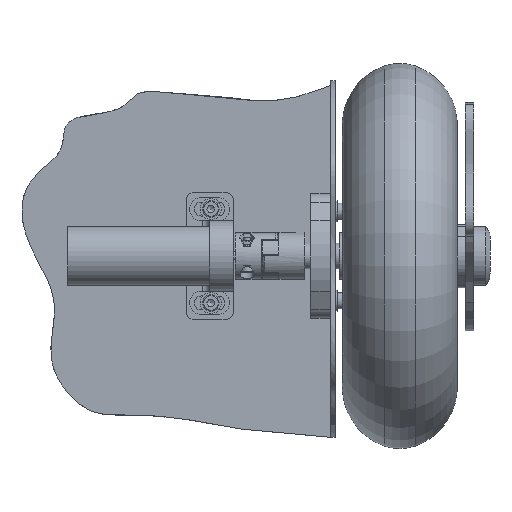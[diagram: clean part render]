
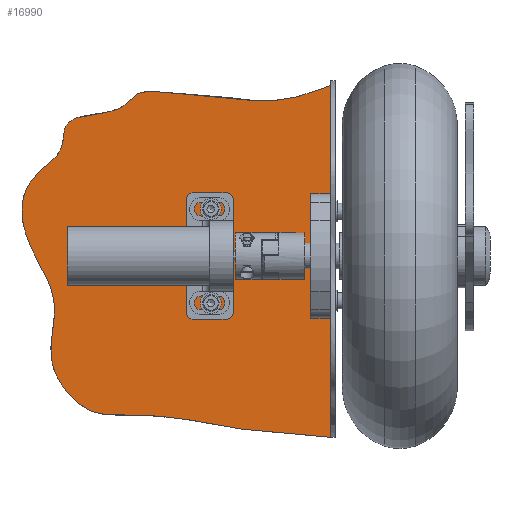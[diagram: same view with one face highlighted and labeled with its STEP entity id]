
A CAD part, front view. The second image highlights one B-rep face of the part: STEP entity #16990.
In plain terms, the highlighted face is planar.
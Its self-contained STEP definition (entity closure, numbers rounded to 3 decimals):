
#736=FACE_BOUND('',#3817,.T.);
#737=FACE_BOUND('',#3818,.T.);
#1126=CIRCLE('',#18993,2.25);
#1127=CIRCLE('',#18994,2.25);
#1128=CIRCLE('',#18996,2.25);
#1129=CIRCLE('',#18997,2.25);
#2146=B_SPLINE_CURVE_WITH_KNOTS('',4,(#27435,#27436,#27437,#27438,#27439,
#27440,#27441,#27442,#27443,#27444,#27445,#27446,#27447,#27448,#27449,#27450,
#27451,#27452),.UNSPECIFIED.,.F.,.F.,(5,1,1,1,1,1,1,1,1,1,1,1,1,1,5),(-15.,
-14.,-13.,-12.,-11.,-10.,-9.,-8.,-7.,-6.,-5.,-4.,-3.,-2.,-1.),
 .UNSPECIFIED.);
#2840=FACE_OUTER_BOUND('',#3816,.T.);
#3816=EDGE_LOOP('',(#12060,#12061));
#3817=EDGE_LOOP('',(#12062,#12063));
#3818=EDGE_LOOP('',(#12064,#12065));
#4968=LINE('',#27585,#6051);
#6051=VECTOR('',#21616,10.);
#7258=VERTEX_POINT('',#27428);
#7260=VERTEX_POINT('',#27434);
#7268=VERTEX_POINT('',#27558);
#7269=VERTEX_POINT('',#27559);
#7270=VERTEX_POINT('',#27564);
#7271=VERTEX_POINT('',#27565);
#9129=EDGE_CURVE('',#7260,#7258,#2146,.T.);
#9140=EDGE_CURVE('',#7268,#7269,#1126,.T.);
#9141=EDGE_CURVE('',#7269,#7268,#1127,.T.);
#9143=EDGE_CURVE('',#7270,#7271,#1128,.T.);
#9144=EDGE_CURVE('',#7271,#7270,#1129,.T.);
#9147=EDGE_CURVE('',#7260,#7258,#4968,.T.);
#12060=ORIENTED_EDGE('',*,*,#9129,.T.);
#12061=ORIENTED_EDGE('',*,*,#9147,.F.);
#12062=ORIENTED_EDGE('',*,*,#9140,.T.);
#12063=ORIENTED_EDGE('',*,*,#9141,.T.);
#12064=ORIENTED_EDGE('',*,*,#9143,.T.);
#12065=ORIENTED_EDGE('',*,*,#9144,.T.);
#16544=PLANE('',#18998);
#16990=ADVANCED_FACE('',(#2840,#736,#737),#16544,.T.);
#18993=AXIS2_PLACEMENT_3D('',#27560,#21602,#21603);
#18994=AXIS2_PLACEMENT_3D('',#27561,#21604,#21605);
#18996=AXIS2_PLACEMENT_3D('',#27566,#21609,#21610);
#18997=AXIS2_PLACEMENT_3D('',#27567,#21611,#21612);
#18998=AXIS2_PLACEMENT_3D('',#27584,#21614,#21615);
#21602=DIRECTION('center_axis',(0.,-1.,0.));
#21603=DIRECTION('ref_axis',(1.,0.,0.));
#21604=DIRECTION('center_axis',(0.,-1.,0.));
#21605=DIRECTION('ref_axis',(1.,0.,0.));
#21609=DIRECTION('center_axis',(0.,-1.,0.));
#21610=DIRECTION('ref_axis',(1.,0.,0.));
#21611=DIRECTION('center_axis',(0.,-1.,0.));
#21612=DIRECTION('ref_axis',(1.,0.,0.));
#21614=DIRECTION('center_axis',(0.,1.,0.));
#21615=DIRECTION('ref_axis',(1.,0.,0.));
#21616=DIRECTION('',(-1.,0.,0.));
#27428=CARTESIAN_POINT('',(-77.258,-26.75,0.));
#27434=CARTESIAN_POINT('',(72.602,-26.75,0.));
#27435=CARTESIAN_POINT('Ctrl Pts',(72.602,-26.75,0.));
#27436=CARTESIAN_POINT('Ctrl Pts',(62.332,-26.75,-24.053));
#27437=CARTESIAN_POINT('Ctrl Pts',(70.301,-26.75,-46.484));
#27438=CARTESIAN_POINT('Ctrl Pts',(67.054,-26.75,-61.831));
#27439=CARTESIAN_POINT('Ctrl Pts',(73.796,-26.75,-87.099));
#27440=CARTESIAN_POINT('Ctrl Pts',(58.441,-26.75,-83.621));
#27441=CARTESIAN_POINT('Ctrl Pts',(62.332,-26.75,-121.047));
#27442=CARTESIAN_POINT('Ctrl Pts',(42.179,-26.75,-107.07));
#27443=CARTESIAN_POINT('Ctrl Pts',(35.013,-26.75,-135.024));
#27444=CARTESIAN_POINT('Ctrl Pts',(2.837,-26.75,-132.065));
#27445=CARTESIAN_POINT('Ctrl Pts',(-17.669,-26.75,-110.449));
#27446=CARTESIAN_POINT('Ctrl Pts',(-45.033,-26.75,-126.208));
#27447=CARTESIAN_POINT('Ctrl Pts',(-65.752,-26.75,-105.411));
#27448=CARTESIAN_POINT('Ctrl Pts',(-68.971,-26.75,-98.123));
#27449=CARTESIAN_POINT('Ctrl Pts',(-66.225,-26.75,-61.831));
#27450=CARTESIAN_POINT('Ctrl Pts',(-75.281,-26.75,-44.659));
#27451=CARTESIAN_POINT('Ctrl Pts',(-75.281,-26.75,-13.202));
#27452=CARTESIAN_POINT('Ctrl Pts',(-77.258,-26.75,0.));
#27558=CARTESIAN_POINT('',(22.25,-26.75,-51.));
#27559=CARTESIAN_POINT('',(17.75,-26.75,-51.));
#27560=CARTESIAN_POINT('Origin',(20.,-26.75,-51.));
#27561=CARTESIAN_POINT('Origin',(20.,-26.75,-51.));
#27564=CARTESIAN_POINT('',(-17.75,-26.75,-51.));
#27565=CARTESIAN_POINT('',(-22.25,-26.75,-51.));
#27566=CARTESIAN_POINT('Origin',(-20.,-26.75,-51.));
#27567=CARTESIAN_POINT('Origin',(-20.,-26.75,-51.));
#27584=CARTESIAN_POINT('Origin',(-77.258,-26.75,2.));
#27585=CARTESIAN_POINT('',(-36.687,-26.75,0.));
